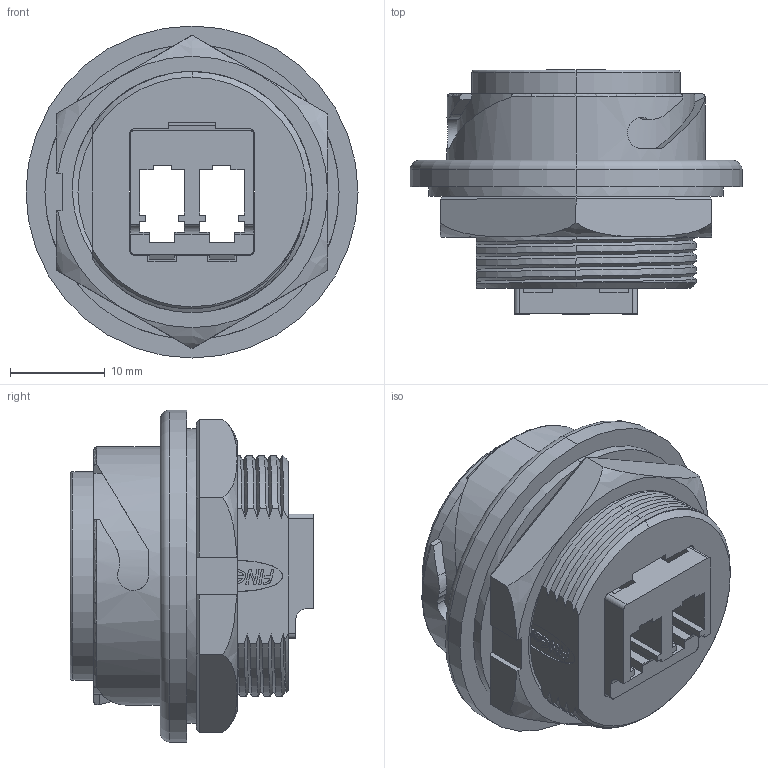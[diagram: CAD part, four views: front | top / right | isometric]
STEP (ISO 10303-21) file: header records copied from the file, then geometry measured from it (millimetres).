
FILE_DESCRIPTION (( 'STEP AP203' ), '1' );
FILE_NAME ('P485.STEP', '2020-05-15T04:00:29', ( 'edpusr' ), ( 'Microsoft' ), 'SwSTEP 2.0', 'SolidWorks 2015', '' );
FILE_SCHEMA (( 'CONFIG_CONTROL_DESIGN' ));
Length unit declared in the file: millimetre
Products named in the file (1): P485
Bounding box: 35 x 25.7 x 35 mm (x, y, z)
Volume: 11228.2 mm3; surface area: 8551.6 mm2
Topology: 1 solids, 1 shells, 526 faces, 1526 edges, 1003 vertices
Faces by surface type: plane 327, cylinder 153, bspline 36, torus 7, cone 3
Entity records: 27121 total; most frequent: CARTESIAN_POINT 13328, ORIENTED_EDGE 3052, DIRECTION 2656, EDGE_CURVE 1526, VECTOR 1060, LINE 1060, VERTEX_POINT 1003, AXIS2_PLACEMENT_3D 798
